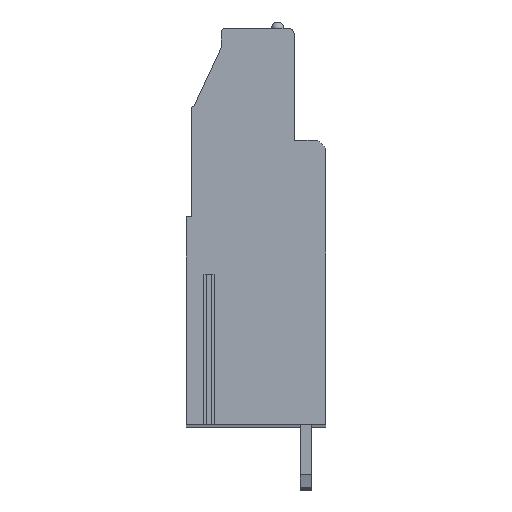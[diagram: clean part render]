
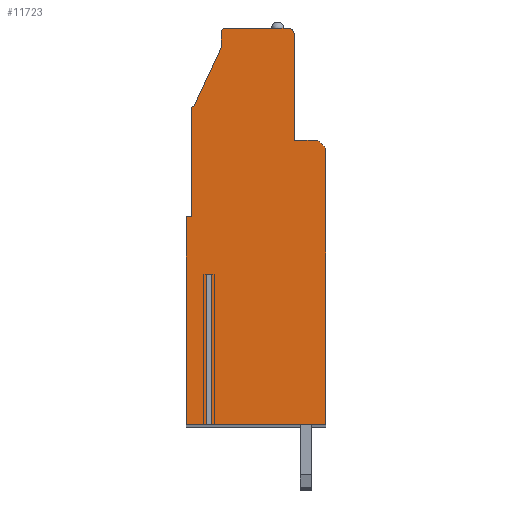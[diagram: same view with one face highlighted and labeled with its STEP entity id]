
A CAD part, top view. The second image highlights one B-rep face of the part: STEP entity #11723.
In plain terms, the highlighted planar face has unit normal (0, 0, 1).
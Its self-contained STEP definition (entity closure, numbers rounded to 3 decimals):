
#28=DIRECTION('',(-1.,0.,0.));
#29=VECTOR('',#28,0.38);
#30=CARTESIAN_POINT('',(-3.56,-3.8,119.38));
#31=LINE('',#30,#29);
#32=DIRECTION('',(0.,1.,0.));
#33=VECTOR('',#32,11.95);
#34=CARTESIAN_POINT('',(-3.94,-15.75,119.38));
#35=LINE('',#34,#33);
#36=DIRECTION('',(1.,0.,0.));
#37=VECTOR('',#36,1.61);
#38=CARTESIAN_POINT('',(-5.55,-15.75,119.38));
#39=LINE('',#38,#37);
#40=DIRECTION('',(0.,-1.,0.));
#41=VECTOR('',#40,16.5);
#42=CARTESIAN_POINT('',(-5.55,0.75,119.38));
#43=LINE('',#42,#41);
#44=DIRECTION('',(-1.,0.,0.));
#45=VECTOR('',#44,0.4);
#46=CARTESIAN_POINT('',(-5.15,0.75,119.38));
#47=LINE('',#46,#45);
#48=DIRECTION('',(0.,-1.,0.));
#49=VECTOR('',#48,8.6);
#50=CARTESIAN_POINT('',(-5.15,9.35,119.38));
#51=LINE('',#50,#49);
#52=CARTESIAN_POINT('',(-4.95,9.35,119.38));
#53=DIRECTION('',(0.,0.,1.));
#54=DIRECTION('',(0.,1.,0.));
#55=AXIS2_PLACEMENT_3D('',#52,#53,#54);
#57=DIRECTION('',(-0.424,-0.906,0.));
#58=VECTOR('',#57,5.189);
#59=CARTESIAN_POINT('',(-2.75,14.25,119.38));
#60=LINE('',#59,#58);
#61=DIRECTION('',(0.,-1.,0.));
#62=VECTOR('',#61,1.2);
#63=CARTESIAN_POINT('',(-2.75,15.45,119.38));
#64=LINE('',#63,#62);
#65=CARTESIAN_POINT('',(-2.45,15.45,119.38));
#66=DIRECTION('',(0.,0.,1.));
#67=DIRECTION('',(0.,1.,0.));
#68=AXIS2_PLACEMENT_3D('',#65,#66,#67);
#70=DIRECTION('',(-1.,0.,0.));
#71=VECTOR('',#70,5.);
#72=CARTESIAN_POINT('',(2.55,15.75,119.38));
#73=LINE('',#72,#71);
#74=CARTESIAN_POINT('',(2.55,15.25,119.38));
#75=DIRECTION('',(0.,0.,1.));
#76=DIRECTION('',(1.,0.,0.));
#77=AXIS2_PLACEMENT_3D('',#74,#75,#76);
#79=DIRECTION('',(0.,1.,0.));
#80=VECTOR('',#79,8.4);
#81=CARTESIAN_POINT('',(3.05,6.85,119.38));
#82=LINE('',#81,#80);
#83=DIRECTION('',(-1.,0.,0.));
#84=VECTOR('',#83,1.5);
#85=CARTESIAN_POINT('',(4.55,6.85,119.38));
#86=LINE('',#85,#84);
#87=CARTESIAN_POINT('',(4.55,5.85,119.38));
#88=DIRECTION('',(0.,0.,1.));
#89=DIRECTION('',(1.,0.,0.));
#90=AXIS2_PLACEMENT_3D('',#87,#88,#89);
#92=DIRECTION('',(0.,1.,0.));
#93=VECTOR('',#92,21.6);
#94=CARTESIAN_POINT('',(5.55,-15.75,119.38));
#95=LINE('',#94,#93);
#96=DIRECTION('',(1.,0.,0.));
#97=VECTOR('',#96,9.11);
#98=CARTESIAN_POINT('',(-3.56,-15.75,119.38));
#99=LINE('',#98,#97);
#100=DIRECTION('',(0.,1.,0.));
#101=VECTOR('',#100,11.95);
#102=CARTESIAN_POINT('',(-3.56,-15.75,119.38));
#103=LINE('',#102,#101);
#9020=CARTESIAN_POINT('',(5.55,-15.75,119.38));
#9021=CARTESIAN_POINT('',(5.55,5.85,119.38));
#9022=VERTEX_POINT('',#9020);
#9023=VERTEX_POINT('',#9021);
#9024=CARTESIAN_POINT('',(4.55,6.85,119.38));
#9025=VERTEX_POINT('',#9024);
#9026=CARTESIAN_POINT('',(3.05,6.85,119.38));
#9027=VERTEX_POINT('',#9026);
#9028=CARTESIAN_POINT('',(3.05,15.25,119.38));
#9029=VERTEX_POINT('',#9028);
#9030=CARTESIAN_POINT('',(2.55,15.75,119.38));
#9031=VERTEX_POINT('',#9030);
#9032=CARTESIAN_POINT('',(-2.45,15.75,119.38));
#9033=VERTEX_POINT('',#9032);
#9034=CARTESIAN_POINT('',(-2.75,15.45,119.38));
#9035=VERTEX_POINT('',#9034);
#9036=CARTESIAN_POINT('',(-2.75,14.25,119.38));
#9037=VERTEX_POINT('',#9036);
#9038=CARTESIAN_POINT('',(-4.95,9.55,119.38));
#9039=VERTEX_POINT('',#9038);
#9040=CARTESIAN_POINT('',(-5.55,0.75,119.38));
#9041=CARTESIAN_POINT('',(-5.55,-15.75,119.38));
#9042=VERTEX_POINT('',#9040);
#9043=VERTEX_POINT('',#9041);
#9088=CARTESIAN_POINT('',(-3.56,-3.8,119.38));
#9089=CARTESIAN_POINT('',(-3.94,-3.8,119.38));
#9090=VERTEX_POINT('',#9088);
#9091=VERTEX_POINT('',#9089);
#9092=CARTESIAN_POINT('',(-3.56,-15.75,119.38));
#9093=VERTEX_POINT('',#9092);
#9094=CARTESIAN_POINT('',(-3.94,-15.75,119.38));
#9095=VERTEX_POINT('',#9094);
#9104=CARTESIAN_POINT('',(-5.15,9.35,119.38));
#9105=VERTEX_POINT('',#9104);
#9106=CARTESIAN_POINT('',(-5.15,0.75,119.38));
#9107=VERTEX_POINT('',#9106);
#11680=CARTESIAN_POINT('',(0.,0.,119.38));
#11681=DIRECTION('',(0.,0.,1.));
#11682=DIRECTION('',(1.,0.,0.));
#11683=AXIS2_PLACEMENT_3D('',#11680,#11681,#11682);
#11684=PLANE('',#11683);
#11686=ORIENTED_EDGE('',*,*,#11685,.T.);
#11688=ORIENTED_EDGE('',*,*,#11687,.F.);
#11690=ORIENTED_EDGE('',*,*,#11689,.F.);
#11692=ORIENTED_EDGE('',*,*,#11691,.F.);
#11694=ORIENTED_EDGE('',*,*,#11693,.F.);
#11696=ORIENTED_EDGE('',*,*,#11695,.F.);
#11698=ORIENTED_EDGE('',*,*,#11697,.F.);
#11700=ORIENTED_EDGE('',*,*,#11699,.F.);
#11702=ORIENTED_EDGE('',*,*,#11701,.F.);
#11704=ORIENTED_EDGE('',*,*,#11703,.F.);
#11706=ORIENTED_EDGE('',*,*,#11705,.F.);
#11708=ORIENTED_EDGE('',*,*,#11707,.F.);
#11710=ORIENTED_EDGE('',*,*,#11709,.F.);
#11712=ORIENTED_EDGE('',*,*,#11711,.F.);
#11714=ORIENTED_EDGE('',*,*,#11713,.F.);
#11716=ORIENTED_EDGE('',*,*,#11715,.F.);
#11718=ORIENTED_EDGE('',*,*,#11717,.F.);
#11720=ORIENTED_EDGE('',*,*,#11719,.T.);
#11721=EDGE_LOOP('',(#11686,#11688,#11690,#11692,#11694,#11696,#11698,#11700,
#11702,#11704,#11706,#11708,#11710,#11712,#11714,#11716,#11718,#11720));
#11722=FACE_OUTER_BOUND('',#11721,.F.);
#56=CIRCLE('',#55,0.2);
#69=CIRCLE('',#68,0.3);
#78=CIRCLE('',#77,0.5);
#91=CIRCLE('',#90,1.);
#11685=EDGE_CURVE('',#9090,#9091,#31,.T.);
#11687=EDGE_CURVE('',#9095,#9091,#35,.T.);
#11689=EDGE_CURVE('',#9043,#9095,#39,.T.);
#11691=EDGE_CURVE('',#9042,#9043,#43,.T.);
#11693=EDGE_CURVE('',#9107,#9042,#47,.T.);
#11695=EDGE_CURVE('',#9105,#9107,#51,.T.);
#11697=EDGE_CURVE('',#9039,#9105,#56,.T.);
#11699=EDGE_CURVE('',#9037,#9039,#60,.T.);
#11701=EDGE_CURVE('',#9035,#9037,#64,.T.);
#11703=EDGE_CURVE('',#9033,#9035,#69,.T.);
#11705=EDGE_CURVE('',#9031,#9033,#73,.T.);
#11707=EDGE_CURVE('',#9029,#9031,#78,.T.);
#11709=EDGE_CURVE('',#9027,#9029,#82,.T.);
#11711=EDGE_CURVE('',#9025,#9027,#86,.T.);
#11713=EDGE_CURVE('',#9023,#9025,#91,.T.);
#11715=EDGE_CURVE('',#9022,#9023,#95,.T.);
#11717=EDGE_CURVE('',#9093,#9022,#99,.T.);
#11719=EDGE_CURVE('',#9093,#9090,#103,.T.);
#11723=ADVANCED_FACE('',(#11722),#11684,.T.);
